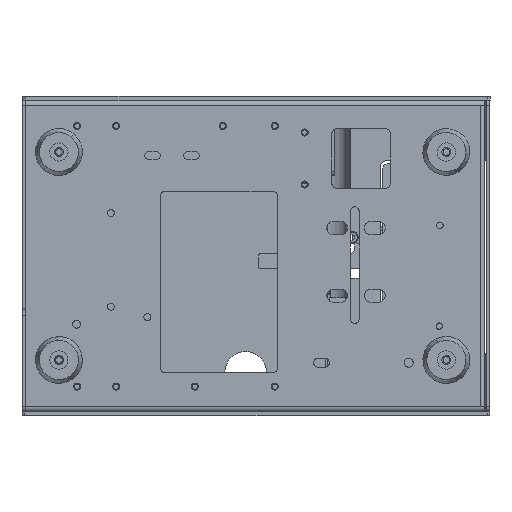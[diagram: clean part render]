
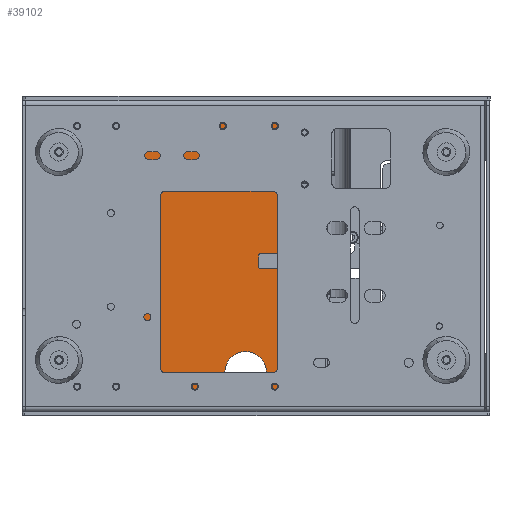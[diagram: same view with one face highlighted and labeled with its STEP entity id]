
A CAD part, left-side view. The second image highlights one B-rep face of the part: STEP entity #39102.
In plain terms, the highlighted planar face has unit normal (-1, 0, 0).
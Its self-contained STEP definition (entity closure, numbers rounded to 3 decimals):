
#243 = CARTESIAN_POINT ( 'NONE',  ( 640.859, 722.034, -1474.792 ) ) ;
#931 = ORIENTED_EDGE ( 'NONE', *, *, #8091, .T. ) ;
#1500 = EDGE_CURVE ( 'NONE', #36147, #30142, #41166, .T. ) ;
#2019 = CARTESIAN_POINT ( 'NONE',  ( 640.859, 750.034, -1416.042 ) ) ;
#2326 = DIRECTION ( 'NONE',  ( 0., 0., 1. ) ) ;
#2383 = CARTESIAN_POINT ( 'NONE',  ( 640.859, 694.034, -1415.042 ) ) ;
#2999 = DIRECTION ( 'NONE',  ( 0., 0., 1. ) ) ;
#3338 = EDGE_LOOP ( 'NONE', ( #24659, #17125, #16407, #931, #25334, #49057, #26873, #16562 ) ) ;
#3543 = CARTESIAN_POINT ( 'NONE',  ( 640.859, 751.034, -1534.542 ) ) ;
#3857 = DIRECTION ( 'NONE',  ( 0., 0., 1. ) ) ;
#4055 = CARTESIAN_POINT ( 'NONE',  ( 640.859, 750.034, -1534.542 ) ) ;
#4309 = EDGE_CURVE ( 'NONE', #38425, #29616, #6796, .T. ) ;
#6796 = LINE ( 'NONE', #8268, #7373 ) ;
#7373 = VECTOR ( 'NONE', #11826, 1000. ) ;
#7792 = CIRCLE ( 'NONE', #48476, 1. ) ;
#8091 = EDGE_CURVE ( 'NONE', #29616, #14719, #39614, .T. ) ;
#8268 = CARTESIAN_POINT ( 'NONE',  ( 640.859, 751.034, -1415.042 ) ) ;
#9481 = CIRCLE ( 'NONE', #37933, 1. ) ;
#10231 = VECTOR ( 'NONE', #47809, 1000. ) ;
#10318 = DIRECTION ( 'NONE',  ( 0., 0., 1. ) ) ;
#10804 = LINE ( 'NONE', #13363, #10231 ) ;
#10960 = DIRECTION ( 'NONE',  ( -1., 0., 0. ) ) ;
#11026 = CIRCLE ( 'NONE', #43488, 8. ) ;
#11117 = CARTESIAN_POINT ( 'NONE',  ( 640.859, 708.034, -1527.542 ) ) ;
#11826 = DIRECTION ( 'NONE',  ( 0., 1., 0. ) ) ;
#13243 = EDGE_CURVE ( 'NONE', #25303, #24262, #44586, .T. ) ;
#13363 = CARTESIAN_POINT ( 'NONE',  ( 640.859, 751.034, -1534.542 ) ) ;
#14719 = VERTEX_POINT ( 'NONE', #38830 ) ;
#14757 = EDGE_CURVE ( 'NONE', #18043, #36147, #9481, .T. ) ;
#16407 = ORIENTED_EDGE ( 'NONE', *, *, #4309, .T. ) ;
#16535 = DIRECTION ( 'NONE',  ( 0., 0., 1. ) ) ;
#16562 = ORIENTED_EDGE ( 'NONE', *, *, #30353, .T. ) ;
#17125 = ORIENTED_EDGE ( 'NONE', *, *, #21043, .T. ) ;
#18043 = VERTEX_POINT ( 'NONE', #29240 ) ;
#18972 = EDGE_LOOP ( 'NONE', ( #35823, #39343 ) ) ;
#20517 = VERTEX_POINT ( 'NONE', #11117 ) ;
#21043 = EDGE_CURVE ( 'NONE', #24262, #38425, #27399, .T. ) ;
#21079 = CARTESIAN_POINT ( 'NONE',  ( 640.859, 694.034, -1534.542 ) ) ;
#21647 = CIRCLE ( 'NONE', #38234, 8. ) ;
#21745 = CARTESIAN_POINT ( 'NONE',  ( 640.859, 694.034, -1533.542 ) ) ;
#22009 = DIRECTION ( 'NONE',  ( -1., 0., 0. ) ) ;
#22033 = CARTESIAN_POINT ( 'NONE',  ( 640.859, 708.034, -1511.542 ) ) ;
#22620 = VERTEX_POINT ( 'NONE', #22033 ) ;
#23324 = PLANE ( 'NONE',  #36788 ) ;
#23796 = AXIS2_PLACEMENT_3D ( 'NONE', #2019, #48442, #40127 ) ;
#24262 = VERTEX_POINT ( 'NONE', #24957 ) ;
#24659 = ORIENTED_EDGE ( 'NONE', *, *, #13243, .T. ) ;
#24704 = EDGE_CURVE ( 'NONE', #20517, #22620, #21647, .T. ) ;
#24957 = CARTESIAN_POINT ( 'NONE',  ( 640.859, 693.034, -1416.042 ) ) ;
#25303 = VERTEX_POINT ( 'NONE', #48372 ) ;
#25334 = ORIENTED_EDGE ( 'NONE', *, *, #35750, .T. ) ;
#26070 = CARTESIAN_POINT ( 'NONE',  ( 640.859, 708.034, -1519.542 ) ) ;
#26284 = DIRECTION ( 'NONE',  ( 0., -1., 0. ) ) ;
#26861 = DIRECTION ( 'NONE',  ( 0., 0., 1. ) ) ;
#26873 = ORIENTED_EDGE ( 'NONE', *, *, #1500, .T. ) ;
#27033 = DIRECTION ( 'NONE',  ( -1., 0., 0. ) ) ;
#27399 = CIRCLE ( 'NONE', #33276, 1. ) ;
#27435 = EDGE_CURVE ( 'NONE', #22620, #20517, #11026, .T. ) ;
#29240 = CARTESIAN_POINT ( 'NONE',  ( 640.859, 751.034, -1533.542 ) ) ;
#29616 = VERTEX_POINT ( 'NONE', #34997 ) ;
#30142 = VERTEX_POINT ( 'NONE', #21079 ) ;
#30302 = CARTESIAN_POINT ( 'NONE',  ( 640.859, 694.034, -1416.042 ) ) ;
#30353 = EDGE_CURVE ( 'NONE', #30142, #25303, #7792, .T. ) ;
#32647 = DIRECTION ( 'NONE',  ( -1., 0., 0. ) ) ;
#33276 = AXIS2_PLACEMENT_3D ( 'NONE', #30302, #10960, #3857 ) ;
#33381 = DIRECTION ( 'NONE',  ( 0., 0., 1. ) ) ;
#34997 = CARTESIAN_POINT ( 'NONE',  ( 640.859, 750.034, -1415.042 ) ) ;
#35265 = FACE_BOUND ( 'NONE', #18972, .T. ) ;
#35750 = EDGE_CURVE ( 'NONE', #14719, #18043, #10804, .T. ) ;
#35823 = ORIENTED_EDGE ( 'NONE', *, *, #24704, .F. ) ;
#36147 = VERTEX_POINT ( 'NONE', #4055 ) ;
#36281 = CARTESIAN_POINT ( 'NONE',  ( 640.859, 750.034, -1533.542 ) ) ;
#36788 = AXIS2_PLACEMENT_3D ( 'NONE', #243, #27033, #26861 ) ;
#37933 = AXIS2_PLACEMENT_3D ( 'NONE', #36281, #43882, #16535 ) ;
#38234 = AXIS2_PLACEMENT_3D ( 'NONE', #26070, #22009, #2999 ) ;
#38425 = VERTEX_POINT ( 'NONE', #2383 ) ;
#38537 = VECTOR ( 'NONE', #33381, 1000. ) ;
#38830 = CARTESIAN_POINT ( 'NONE',  ( 640.859, 751.034, -1416.042 ) ) ;
#39102 = ADVANCED_FACE ( 'NONE', ( #35265, #49220 ), #23324, .T. ) ;
#39343 = ORIENTED_EDGE ( 'NONE', *, *, #27435, .F. ) ;
#39614 = CIRCLE ( 'NONE', #23796, 1. ) ;
#40127 = DIRECTION ( 'NONE',  ( 0., 0., 1. ) ) ;
#41166 = LINE ( 'NONE', #3543, #41743 ) ;
#41743 = VECTOR ( 'NONE', #26284, 1000. ) ;
#43488 = AXIS2_PLACEMENT_3D ( 'NONE', #44156, #32647, #2326 ) ;
#43882 = DIRECTION ( 'NONE',  ( -1., 0., 0. ) ) ;
#44156 = CARTESIAN_POINT ( 'NONE',  ( 640.859, 708.034, -1519.542 ) ) ;
#44586 = LINE ( 'NONE', #49452, #38537 ) ;
#47809 = DIRECTION ( 'NONE',  ( 0., 0., -1. ) ) ;
#48372 = CARTESIAN_POINT ( 'NONE',  ( 640.859, 693.034, -1533.542 ) ) ;
#48442 = DIRECTION ( 'NONE',  ( -1., 0., 0. ) ) ;
#48476 = AXIS2_PLACEMENT_3D ( 'NONE', #21745, #48800, #10318 ) ;
#48800 = DIRECTION ( 'NONE',  ( -1., 0., 0. ) ) ;
#49057 = ORIENTED_EDGE ( 'NONE', *, *, #14757, .T. ) ;
#49220 = FACE_OUTER_BOUND ( 'NONE', #3338, .T. ) ;
#49452 = CARTESIAN_POINT ( 'NONE',  ( 640.859, 693.034, -1534.542 ) ) ;
